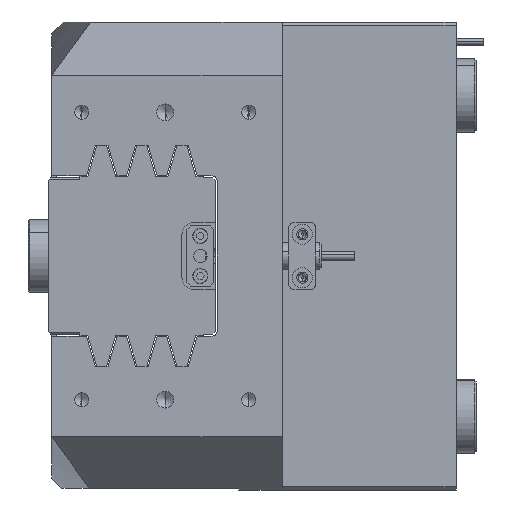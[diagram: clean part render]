
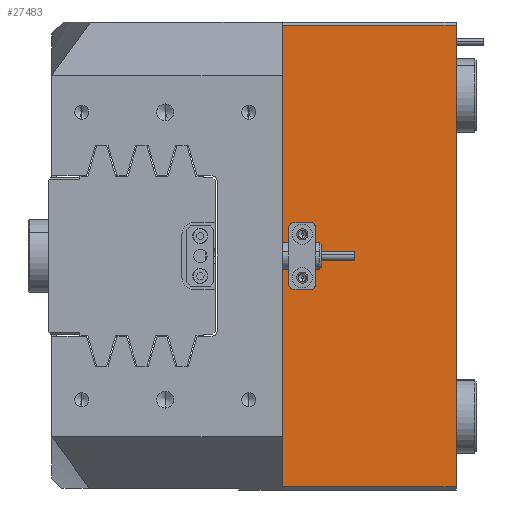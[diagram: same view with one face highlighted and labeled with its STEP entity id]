
A CAD part, left-side view. The second image highlights one B-rep face of the part: STEP entity #27483.
In plain terms, the highlighted planar face has unit normal (-1, 0, 0).
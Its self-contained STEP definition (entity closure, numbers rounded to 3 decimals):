
#1140 = ORIENTED_EDGE ( 'NONE', *, *, #23095, .T. ) ;
#2076 = CARTESIAN_POINT ( 'NONE',  ( -107., -25.5, 6.5 ) ) ;
#2774 = AXIS2_PLACEMENT_3D ( 'NONE', #13406, #23430, #19710 ) ;
#2955 = DIRECTION ( 'NONE',  ( 0., 0., -1. ) ) ;
#4031 = EDGE_LOOP ( 'NONE', ( #34547, #19379 ) ) ;
#5004 = VERTEX_POINT ( 'NONE', #24695 ) ;
#5136 = CARTESIAN_POINT ( 'NONE',  ( -107., -25.5, 7.75 ) ) ;
#5142 = DIRECTION ( 'NONE',  ( 0., 1., 0. ) ) ;
#6558 = VERTEX_POINT ( 'NONE', #38671 ) ;
#6876 = CARTESIAN_POINT ( 'NONE',  ( -107., -25.5, 6.5 ) ) ;
#7022 = DIRECTION ( 'NONE',  ( 0., 0., 1. ) ) ;
#7291 = VERTEX_POINT ( 'NONE', #20870 ) ;
#7400 = CARTESIAN_POINT ( 'NONE',  ( -107., -71.5, -69. ) ) ;
#8058 = EDGE_CURVE ( 'NONE', #6558, #7291, #33702, .T. ) ;
#8640 = CIRCLE ( 'NONE', #15530, 1.25 ) ;
#8944 = ORIENTED_EDGE ( 'NONE', *, *, #17478, .F. ) ;
#9237 = DIRECTION ( 'NONE',  ( -1., 0., 0. ) ) ;
#10508 = VECTOR ( 'NONE', #40177, 1000. ) ;
#11513 = VECTOR ( 'NONE', #22565, 1000. ) ;
#11743 = FACE_BOUND ( 'NONE', #33321, .T. ) ;
#11941 = CARTESIAN_POINT ( 'NONE',  ( -107., -25.5, -7.75 ) ) ;
#12637 = EDGE_CURVE ( 'NONE', #35954, #40109, #28890, .T. ) ;
#13406 = CARTESIAN_POINT ( 'NONE',  ( -107., -25.5, -6.5 ) ) ;
#15530 = AXIS2_PLACEMENT_3D ( 'NONE', #6876, #39159, #7022 ) ;
#17182 = CIRCLE ( 'NONE', #2774, 1.25 ) ;
#17478 = EDGE_CURVE ( 'NONE', #36282, #5004, #17182, .T. ) ;
#18118 = CARTESIAN_POINT ( 'NONE',  ( -107., -71.5, 70. ) ) ;
#18371 = ORIENTED_EDGE ( 'NONE', *, *, #34360, .F. ) ;
#18471 = AXIS2_PLACEMENT_3D ( 'NONE', #19357, #9237, #18794 ) ;
#18794 = DIRECTION ( 'NONE',  ( 0., 0., 1. ) ) ;
#19357 = CARTESIAN_POINT ( 'NONE',  ( -107., -25.5, -6.5 ) ) ;
#19379 = ORIENTED_EDGE ( 'NONE', *, *, #20666, .F. ) ;
#19598 = CIRCLE ( 'NONE', #18471, 1.25 ) ;
#19710 = DIRECTION ( 'NONE',  ( 0., 0., 1. ) ) ;
#20666 = EDGE_CURVE ( 'NONE', #21828, #23845, #36311, .T. ) ;
#20870 = CARTESIAN_POINT ( 'NONE',  ( -107., -19.5, -69. ) ) ;
#21828 = VERTEX_POINT ( 'NONE', #27863 ) ;
#22565 = DIRECTION ( 'NONE',  ( 0., 1., 0. ) ) ;
#22731 = LINE ( 'NONE', #42014, #11513 ) ;
#23095 = EDGE_CURVE ( 'NONE', #35954, #6558, #22731, .T. ) ;
#23430 = DIRECTION ( 'NONE',  ( -1., 0., 0. ) ) ;
#23845 = VERTEX_POINT ( 'NONE', #5136 ) ;
#23903 = AXIS2_PLACEMENT_3D ( 'NONE', #2076, #37248, #24465 ) ;
#24465 = DIRECTION ( 'NONE',  ( 0., 0., 1. ) ) ;
#24695 = CARTESIAN_POINT ( 'NONE',  ( -107., -25.5, -5.25 ) ) ;
#25695 = CARTESIAN_POINT ( 'NONE',  ( -107., -71.5, 69. ) ) ;
#26339 = ORIENTED_EDGE ( 'NONE', *, *, #8058, .T. ) ;
#27119 = EDGE_CURVE ( 'NONE', #7291, #40109, #28661, .T. ) ;
#27483 = ADVANCED_FACE ( 'NONE', ( #11743, #33144, #36195 ), #28239, .F. ) ;
#27863 = CARTESIAN_POINT ( 'NONE',  ( -107., -25.5, 5.25 ) ) ;
#28239 = PLANE ( 'NONE',  #29750 ) ;
#28431 = DIRECTION ( 'NONE',  ( 0., -1., 0. ) ) ;
#28478 = EDGE_CURVE ( 'NONE', #23845, #21828, #8640, .T. ) ;
#28661 = LINE ( 'NONE', #41569, #30162 ) ;
#28890 = LINE ( 'NONE', #33657, #10508 ) ;
#29750 = AXIS2_PLACEMENT_3D ( 'NONE', #18118, #40840, #5142 ) ;
#30162 = VECTOR ( 'NONE', #28431, 1000. ) ;
#30675 = VECTOR ( 'NONE', #2955, 1000. ) ;
#31321 = CARTESIAN_POINT ( 'NONE',  ( -107., -19.5, 70. ) ) ;
#32296 = EDGE_LOOP ( 'NONE', ( #26339, #36820, #38298, #1140 ) ) ;
#33144 = FACE_BOUND ( 'NONE', #4031, .T. ) ;
#33321 = EDGE_LOOP ( 'NONE', ( #18371, #8944 ) ) ;
#33657 = CARTESIAN_POINT ( 'NONE',  ( -107., -71.5, 70. ) ) ;
#33702 = LINE ( 'NONE', #31321, #30675 ) ;
#34360 = EDGE_CURVE ( 'NONE', #5004, #36282, #19598, .T. ) ;
#34547 = ORIENTED_EDGE ( 'NONE', *, *, #28478, .F. ) ;
#35954 = VERTEX_POINT ( 'NONE', #25695 ) ;
#36195 = FACE_OUTER_BOUND ( 'NONE', #32296, .T. ) ;
#36282 = VERTEX_POINT ( 'NONE', #11941 ) ;
#36311 = CIRCLE ( 'NONE', #23903, 1.25 ) ;
#36820 = ORIENTED_EDGE ( 'NONE', *, *, #27119, .T. ) ;
#37248 = DIRECTION ( 'NONE',  ( -1., 0., 0. ) ) ;
#38298 = ORIENTED_EDGE ( 'NONE', *, *, #12637, .F. ) ;
#38671 = CARTESIAN_POINT ( 'NONE',  ( -107., -19.5, 69. ) ) ;
#39159 = DIRECTION ( 'NONE',  ( -1., 0., 0. ) ) ;
#40109 = VERTEX_POINT ( 'NONE', #7400 ) ;
#40177 = DIRECTION ( 'NONE',  ( 0., 0., -1. ) ) ;
#40840 = DIRECTION ( 'NONE',  ( 1., 0., 0. ) ) ;
#41569 = CARTESIAN_POINT ( 'NONE',  ( -107., -71.5, -69. ) ) ;
#42014 = CARTESIAN_POINT ( 'NONE',  ( -107., -71.5, 69. ) ) ;
